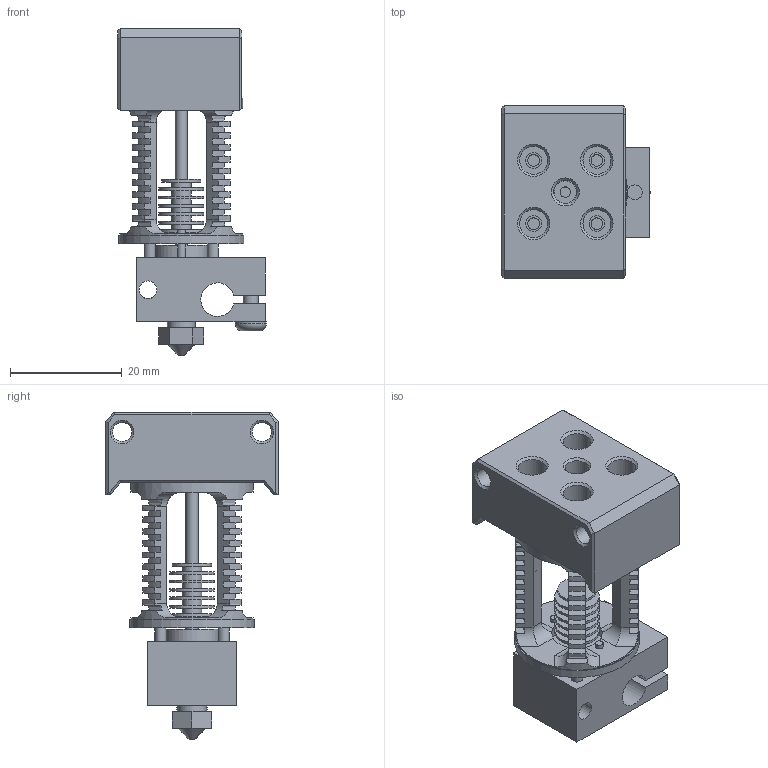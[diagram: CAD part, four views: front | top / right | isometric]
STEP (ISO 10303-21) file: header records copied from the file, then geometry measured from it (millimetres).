
FILE_DESCRIPTION(/* description */ (''),/* implementation_level */ '2;1');
FILE_NAME(/* name */ 'Hotend_Mount_Dragon.step',/* time_stamp */ '2022-11-01T19:35:42-07:00',/* author */ (''),/* organization */ (''),/* preprocessor_version */ 'ST-DEVELOPER v19',/* originating_system */ 'Autodesk Translation Framework v11.7.0.108',/* authorisation */ '');
FILE_SCHEMA (('AUTOMOTIVE_DESIGN { 1 0 10303 214 3 1 1 }'));
Length unit declared in the file: millimetre
Products named in the file (2): (Unsaved); Dragon Hotend
Assembly tree (1 placements, depth 2):
  (Unsaved)
    Dragon Hotend
Bounding box: 26.52 x 30.8 x 58.5 mm (x, y, z)
Volume: 13427.8 mm3; surface area: 11127.4 mm2
Topology: 4 solids, 7 shells, 376 faces, 947 edges, 615 vertices
Faces by surface type: plane 189, cylinder 172, cone 14, torus 1
Full cylindrical faces by diameter (mm): 1.35 x4, 1.85 x4, 2 x4, 2.075 x4, 2.15 x2, 2.6 x2, 2.65 x4, 2.8 x4, 3.15 x2, 3.2 x1, 3.4 x2, 3.5 x7, 4 x1, 4.2 x1, 5 x6, 5.5 x1, 7 x1, 8 x6, 9 x1, 9.5 x1, 22 x2, 22.3 x1
Entity records: 11717 total; most frequent: CARTESIAN_POINT 2236, DIRECTION 2017, ORIENTED_EDGE 1894, EDGE_CURVE 947, AXIS2_PLACEMENT_3D 740, VERTEX_POINT 615, LINE 537, VECTOR 537
